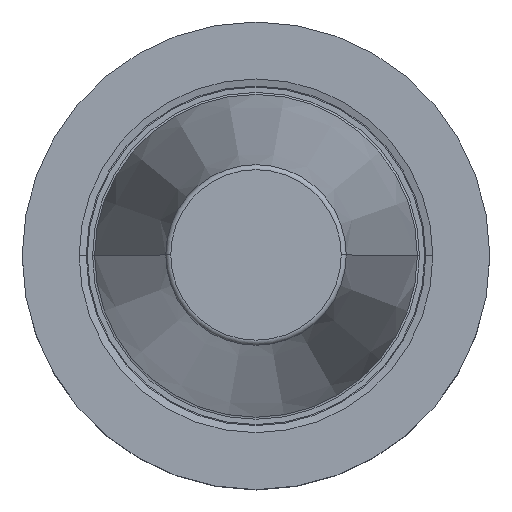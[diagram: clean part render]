
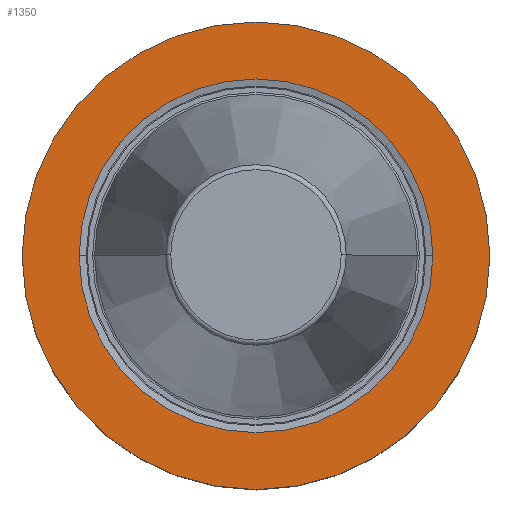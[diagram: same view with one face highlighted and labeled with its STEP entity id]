
A CAD part, top view. The second image highlights one B-rep face of the part: STEP entity #1350.
In plain terms, the highlighted planar face has unit normal (0, 0, 1).
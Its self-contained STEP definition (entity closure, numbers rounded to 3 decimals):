
#113=CARTESIAN_POINT('',(0.,0.,-2.));
#114=DIRECTION('',(0.,0.,-1.));
#115=DIRECTION('',(1.,0.,0.));
#116=AXIS2_PLACEMENT_3D('',#113,#114,#115);
#121=CARTESIAN_POINT('',(0.,0.,-2.));
#122=DIRECTION('',(0.,0.,1.));
#123=DIRECTION('',(1.,0.,0.));
#124=AXIS2_PLACEMENT_3D('',#121,#122,#123);
#129=CARTESIAN_POINT('',(0.,0.,-2.));
#130=DIRECTION('',(0.,0.,1.));
#131=DIRECTION('',(1.,0.,0.));
#132=AXIS2_PLACEMENT_3D('',#129,#130,#131);
#137=CARTESIAN_POINT('',(0.,0.,-2.));
#138=DIRECTION('',(0.,0.,1.));
#139=DIRECTION('',(-1.,0.,0.));
#140=AXIS2_PLACEMENT_3D('',#137,#138,#139);
#1175=CARTESIAN_POINT('',(23.,0.,-2.));
#1176=CARTESIAN_POINT('',(-23.,0.,-2.));
#1177=VERTEX_POINT('',#1175);
#1178=VERTEX_POINT('',#1176);
#1237=CARTESIAN_POINT('',(17.396,0.,-2.));
#1238=VERTEX_POINT('',#1237);
#1241=CARTESIAN_POINT('',(-17.396,0.,-2.));
#1242=VERTEX_POINT('',#1241);
#1335=CARTESIAN_POINT('',(0.,0.,-2.));
#1336=DIRECTION('',(0.,0.,-1.));
#1337=DIRECTION('',(-1.,0.,0.));
#1338=AXIS2_PLACEMENT_3D('',#1335,#1336,#1337);
#1339=PLANE('',#1338);
#1340=ORIENTED_EDGE('',*,*,#1256,.T.);
#1341=ORIENTED_EDGE('',*,*,#1315,.F.);
#1342=EDGE_LOOP('',(#1340,#1341));
#1343=FACE_OUTER_BOUND('',#1342,.F.);
#1345=ORIENTED_EDGE('',*,*,#1344,.T.);
#1347=ORIENTED_EDGE('',*,*,#1346,.T.);
#1348=EDGE_LOOP('',(#1345,#1347));
#1349=FACE_BOUND('',#1348,.F.);
#117=CIRCLE('',#116,23.);
#125=CIRCLE('',#124,23.);
#133=CIRCLE('',#132,17.396);
#141=CIRCLE('',#140,17.396);
#1256=EDGE_CURVE('',#1177,#1178,#117,.T.);
#1315=EDGE_CURVE('',#1177,#1178,#125,.T.);
#1344=EDGE_CURVE('',#1238,#1242,#133,.T.);
#1346=EDGE_CURVE('',#1242,#1238,#141,.T.);
#1350=ADVANCED_FACE('',(#1343,#1349),#1339,.F.);
